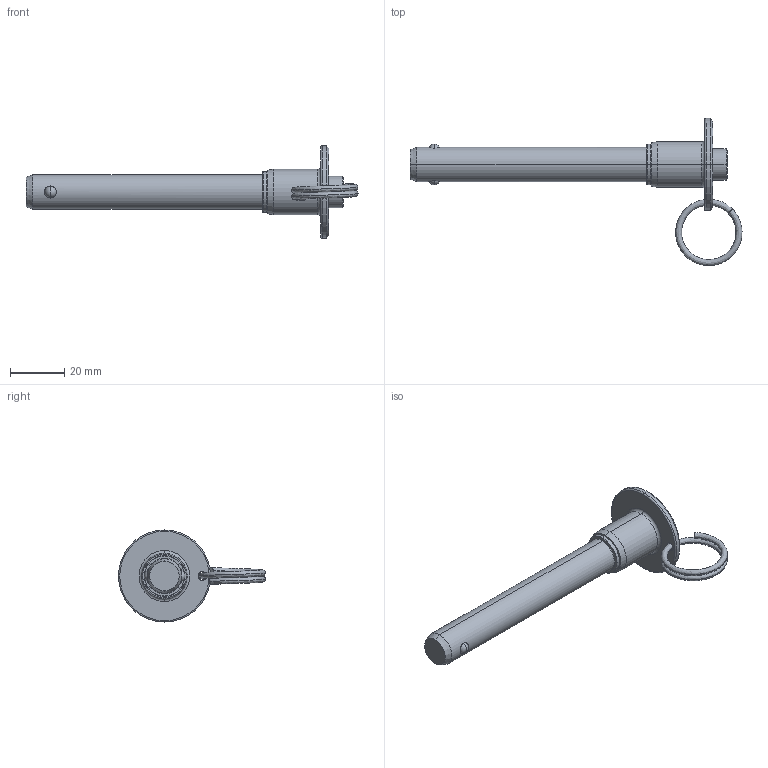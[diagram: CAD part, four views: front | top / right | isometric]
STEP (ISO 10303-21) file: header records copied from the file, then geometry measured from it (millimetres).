
FILE_DESCRIPTION (( 'STEP AP214' ), '1' );
FILE_NAME ('4210.F30.STEP', '2024-08-20T05:40:52', ( '' ), ( '' ), 'SwSTEP 2.0', 'SolidWorks 2021', '' );
FILE_SCHEMA (( 'AUTOMOTIVE_DESIGN' ));
Length unit declared in the file: millimetre
Products named in the file (6): 4210.8F05_4210.8F05, verstaucht; 4214.3F07; 4210.F30; 4210.1F05_4210.1F30; 4210.5F05_verstaucht; 4210.6A03
Assembly tree (6 placements, depth 2):
  4210.F30
    4210.1F05_4210.1F30
    4210.8F05_4210.8F05, verstaucht
    4210.5F05_verstaucht
    4214.3F07  x2
    4210.6A03
Bounding box: 122.59 x 54.33 x 34 mm (x, y, z)
Volume: 17155.6 mm3; surface area: 10046.5 mm2
Topology: 6 solids, 6 shells, 79 faces, 164 edges, 99 vertices
Faces by surface type: cylinder 28, cone 20, plane 15, torus 10, sphere 4, bspline 2
Entity records: 2740 total; most frequent: CARTESIAN_POINT 843, DIRECTION 408, ORIENTED_EDGE 300, AXIS2_PLACEMENT_3D 180, EDGE_CURVE 150, CIRCLE 96, EDGE_LOOP 91, VERTEX_POINT 91
